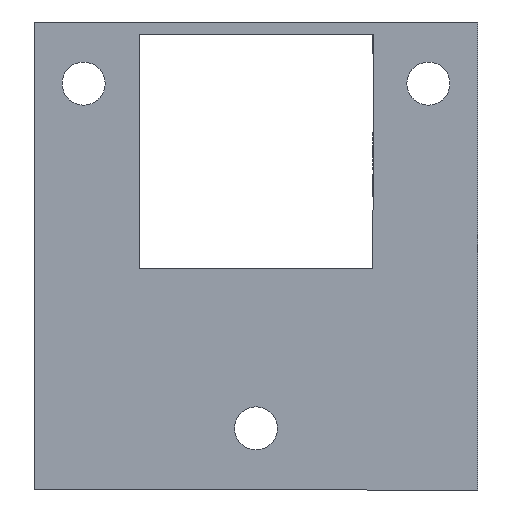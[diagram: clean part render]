
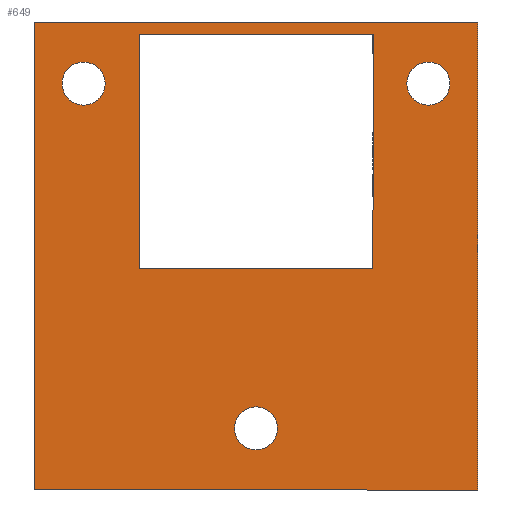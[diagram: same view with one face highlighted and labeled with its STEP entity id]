
A CAD part, front view. The second image highlights one B-rep face of the part: STEP entity #649.
In plain terms, the highlighted planar face has unit normal (0, -1, 0).
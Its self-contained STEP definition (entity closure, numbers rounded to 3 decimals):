
#19=FACE_BOUND('',#105,.T.);
#20=FACE_BOUND('',#106,.T.);
#21=FACE_BOUND('',#107,.T.);
#22=FACE_BOUND('',#108,.T.);
#34=PLANE('',#719);
#67=FACE_OUTER_BOUND('',#104,.T.);
#104=EDGE_LOOP('',(#517,#518,#519,#520));
#105=EDGE_LOOP('',(#521));
#106=EDGE_LOOP('',(#522));
#107=EDGE_LOOP('',(#523));
#108=EDGE_LOOP('',(#524,#525,#526,#527));
#172=LINE('',#1023,#248);
#173=LINE('',#1025,#249);
#174=LINE('',#1027,#250);
#175=LINE('',#1028,#251);
#176=LINE('',#1031,#252);
#177=LINE('',#1033,#253);
#178=LINE('',#1035,#254);
#179=LINE('',#1036,#255);
#248=VECTOR('',#836,1000.);
#249=VECTOR('',#837,1000.);
#250=VECTOR('',#838,1000.);
#251=VECTOR('',#839,1000.);
#252=VECTOR('',#840,1000.);
#253=VECTOR('',#841,1000.);
#254=VECTOR('',#842,1000.);
#255=VECTOR('',#843,1000.);
#294=CIRCLE('',#706,1.75);
#296=CIRCLE('',#709,1.75);
#298=CIRCLE('',#712,1.75);
#308=VERTEX_POINT('',#939);
#310=VERTEX_POINT('',#945);
#312=VERTEX_POINT('',#951);
#341=VERTEX_POINT('',#1021);
#342=VERTEX_POINT('',#1022);
#343=VERTEX_POINT('',#1024);
#344=VERTEX_POINT('',#1026);
#345=VERTEX_POINT('',#1029);
#346=VERTEX_POINT('',#1030);
#347=VERTEX_POINT('',#1032);
#348=VERTEX_POINT('',#1034);
#373=EDGE_CURVE('',#308,#308,#294,.T.);
#376=EDGE_CURVE('',#310,#310,#296,.T.);
#379=EDGE_CURVE('',#312,#312,#298,.T.);
#412=EDGE_CURVE('',#341,#342,#172,.T.);
#413=EDGE_CURVE('',#343,#341,#173,.T.);
#414=EDGE_CURVE('',#344,#343,#174,.T.);
#415=EDGE_CURVE('',#342,#344,#175,.T.);
#416=EDGE_CURVE('',#345,#346,#176,.T.);
#417=EDGE_CURVE('',#346,#347,#177,.T.);
#418=EDGE_CURVE('',#347,#348,#178,.T.);
#419=EDGE_CURVE('',#345,#348,#179,.T.);
#517=ORIENTED_EDGE('',*,*,#412,.F.);
#518=ORIENTED_EDGE('',*,*,#413,.F.);
#519=ORIENTED_EDGE('',*,*,#414,.F.);
#520=ORIENTED_EDGE('',*,*,#415,.F.);
#521=ORIENTED_EDGE('',*,*,#379,.T.);
#522=ORIENTED_EDGE('',*,*,#376,.T.);
#523=ORIENTED_EDGE('',*,*,#373,.T.);
#524=ORIENTED_EDGE('',*,*,#416,.T.);
#525=ORIENTED_EDGE('',*,*,#417,.T.);
#526=ORIENTED_EDGE('',*,*,#418,.T.);
#527=ORIENTED_EDGE('',*,*,#419,.F.);
#649=ADVANCED_FACE('',(#67,#19,#20,#21,#22),#34,.F.);
#706=AXIS2_PLACEMENT_3D('',#941,#774,#775);
#709=AXIS2_PLACEMENT_3D('',#947,#781,#782);
#712=AXIS2_PLACEMENT_3D('',#953,#788,#789);
#719=AXIS2_PLACEMENT_3D('',#1020,#834,#835);
#774=DIRECTION('center_axis',(0.,1.,0.));
#775=DIRECTION('ref_axis',(0.,0.,1.));
#781=DIRECTION('center_axis',(0.,1.,0.));
#782=DIRECTION('ref_axis',(0.,0.,-1.));
#788=DIRECTION('center_axis',(0.,1.,0.));
#789=DIRECTION('ref_axis',(0.,0.,1.));
#834=DIRECTION('center_axis',(0.,1.,0.));
#835=DIRECTION('ref_axis',(0.,0.,1.));
#836=DIRECTION('',(1.,0.,0.));
#837=DIRECTION('',(0.,0.,1.));
#838=DIRECTION('',(-1.,0.,0.));
#839=DIRECTION('',(0.,0.,-1.));
#840=DIRECTION('',(0.,0.,-1.));
#841=DIRECTION('',(-1.,0.,0.));
#842=DIRECTION('',(0.,0.,1.));
#843=DIRECTION('',(-1.,0.,0.));
#939=CARTESIAN_POINT('',(0.,0.,6.75));
#941=CARTESIAN_POINT('Origin',(0.,0.,5.));
#945=CARTESIAN_POINT('',(14.,0.,34.75));
#947=CARTESIAN_POINT('Origin',(14.,0.,33.));
#951=CARTESIAN_POINT('',(-14.,0.,34.75));
#953=CARTESIAN_POINT('Origin',(-14.,0.,33.));
#1020=CARTESIAN_POINT('Origin',(0.,0.,0.));
#1021=CARTESIAN_POINT('',(-18.,0.,38.));
#1022=CARTESIAN_POINT('',(18.,0.,38.));
#1023=CARTESIAN_POINT('',(-18.,0.,38.));
#1024=CARTESIAN_POINT('',(-18.,0.,0.));
#1025=CARTESIAN_POINT('',(-18.,0.,0.));
#1026=CARTESIAN_POINT('',(18.,0.,0.));
#1027=CARTESIAN_POINT('',(-18.,0.,0.));
#1028=CARTESIAN_POINT('',(18.,0.,0.));
#1029=CARTESIAN_POINT('',(9.5,0.,37.));
#1030=CARTESIAN_POINT('',(9.5,0.,17.985));
#1031=CARTESIAN_POINT('',(9.5,0.,0.));
#1032=CARTESIAN_POINT('',(-9.5,0.,17.985));
#1033=CARTESIAN_POINT('',(0.,0.,17.985));
#1034=CARTESIAN_POINT('',(-9.5,0.,37.));
#1035=CARTESIAN_POINT('',(-9.5,0.,0.));
#1036=CARTESIAN_POINT('',(0.,0.,37.));
